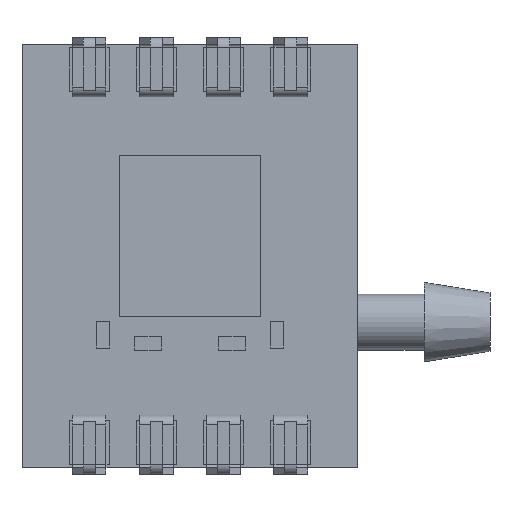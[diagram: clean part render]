
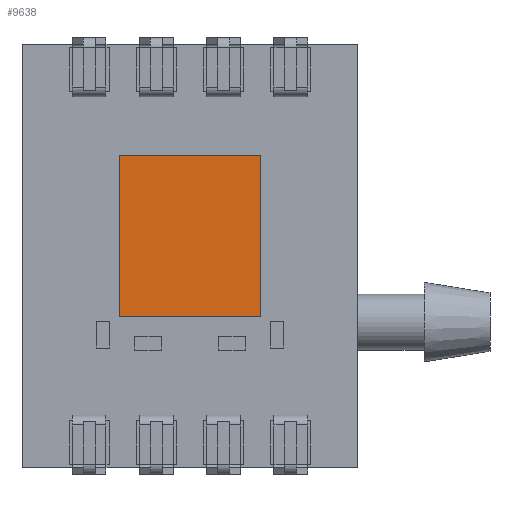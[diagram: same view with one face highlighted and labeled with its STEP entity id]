
A CAD part, front view. The second image highlights one B-rep face of the part: STEP entity #9638.
In plain terms, the highlighted planar face has unit normal (0, -1, 0).
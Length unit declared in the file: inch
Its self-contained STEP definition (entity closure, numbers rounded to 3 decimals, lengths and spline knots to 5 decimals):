
#1154 = VECTOR ( 'NONE', #14215, 39.37008 ) ;
#1157 = LINE ( 'NONE', #14216, #1154 ) ;
#1225 = LINE ( 'NONE', #14271, #1242 ) ;
#1242 = VECTOR ( 'NONE', #14242, 39.37008 ) ;
#1889 = VERTEX_POINT ( 'NONE', #5923 ) ;
#1899 = VERTEX_POINT ( 'NONE', #5893 ) ;
#1902 = VERTEX_POINT ( 'NONE', #5918 ) ;
#1922 = VERTEX_POINT ( 'NONE', #5952 ) ;
#2607 = EDGE_LOOP ( 'NONE', ( #7250, #7247, #7248, #7258 ) ) ;
#4366 = CARTESIAN_POINT ( 'NONE',  ( 0.105, -0.09173, -0.09 ) ) ;
#4367 = DIRECTION ( 'NONE',  ( 0., -1., 0. ) ) ;
#4379 = DIRECTION ( 'NONE',  ( 0., 0., -1. ) ) ;
#4387 = PLANE ( 'NONE',  #15004 ) ;
#5893 = CARTESIAN_POINT ( 'NONE',  ( 0.105, -0.09173, 0.15 ) ) ;
#5918 = CARTESIAN_POINT ( 'NONE',  ( 0.105, -0.09173, -0.09 ) ) ;
#5923 = CARTESIAN_POINT ( 'NONE',  ( -0.105, -0.09173, -0.09 ) ) ;
#5952 = CARTESIAN_POINT ( 'NONE',  ( -0.105, -0.09173, 0.15 ) ) ;
#6579 = FACE_OUTER_BOUND ( 'NONE', #2607, .T. ) ;
#7247 = ORIENTED_EDGE ( 'NONE', *, *, #10436, .T. ) ;
#7248 = ORIENTED_EDGE ( 'NONE', *, *, #10501, .T. ) ;
#7250 = ORIENTED_EDGE ( 'NONE', *, *, #10402, .T. ) ;
#7258 = ORIENTED_EDGE ( 'NONE', *, *, #10376, .T. ) ;
#9638 = ADVANCED_FACE ( 'NONE', ( #6579 ), #4387, .T. ) ;
#10376 = EDGE_CURVE ( 'NONE', #1889, #1902, #1157, .T. ) ;
#10402 = EDGE_CURVE ( 'NONE', #1902, #1899, #1225, .T. ) ;
#10436 = EDGE_CURVE ( 'NONE', #1899, #1922, #12293, .T. ) ;
#10501 = EDGE_CURVE ( 'NONE', #1922, #1889, #12519, .T. ) ;
#12293 = LINE ( 'NONE', #14324, #12351 ) ;
#12351 = VECTOR ( 'NONE', #14336, 39.37008 ) ;
#12519 = LINE ( 'NONE', #14457, #12520 ) ;
#12520 = VECTOR ( 'NONE', #14464, 39.37008 ) ;
#14215 = DIRECTION ( 'NONE',  ( 1., 0., 0. ) ) ;
#14216 = CARTESIAN_POINT ( 'NONE',  ( -0.105, -0.09173, -0.09 ) ) ;
#14242 = DIRECTION ( 'NONE',  ( 0., 0., 1. ) ) ;
#14271 = CARTESIAN_POINT ( 'NONE',  ( 0.105, -0.09173, 0.15 ) ) ;
#14324 = CARTESIAN_POINT ( 'NONE',  ( -0.105, -0.09173, 0.15 ) ) ;
#14336 = DIRECTION ( 'NONE',  ( -1., 0., 0. ) ) ;
#14457 = CARTESIAN_POINT ( 'NONE',  ( -0.105, -0.09173, 0.15 ) ) ;
#14464 = DIRECTION ( 'NONE',  ( 0., 0., -1. ) ) ;
#15004 = AXIS2_PLACEMENT_3D ( 'NONE', #4366, #4367, #4379 ) ;
